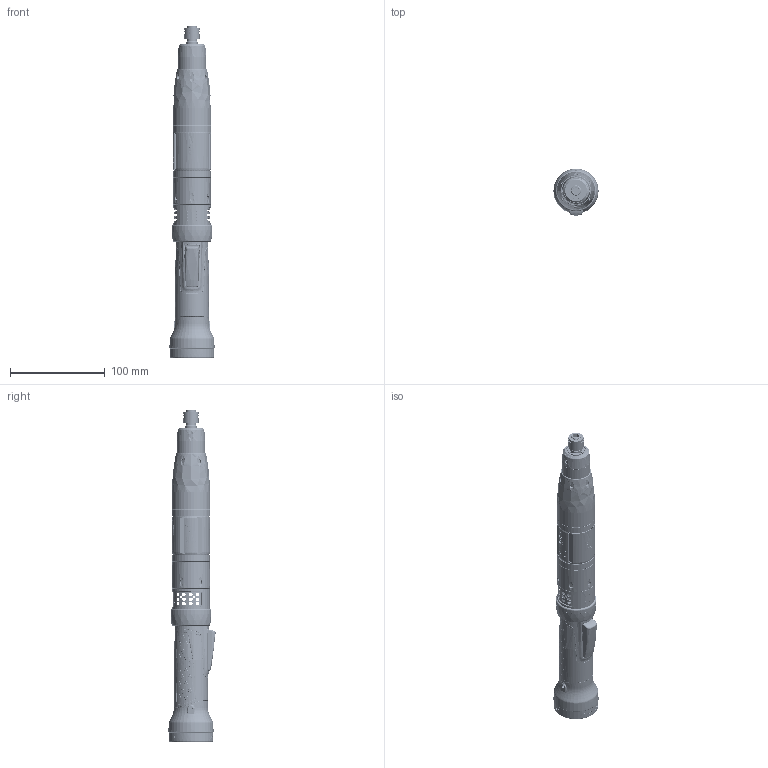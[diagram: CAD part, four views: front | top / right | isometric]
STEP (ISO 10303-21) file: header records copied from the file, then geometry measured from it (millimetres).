
FILE_DESCRIPTION((''),'2;1');
FILE_NAME('8436623007_DIM_ASM','2019-02-08T15:37:21',('Toocsr'),(''),'CREO PARAMETRIC BY PTC INC, 2018100','CREO PARAMETRIC BY PTC INC, 2018100','');
FILE_SCHEMA(('CONFIG_CONTROL_DESIGN','GEOMETRIC_VALIDATION_PROPERTIES_MIM'));
Length unit declared in the file: millimetre
Products named in the file (42): 4220453001; 4224412300_ASM; 4220500400; 4220500401; 4220500480_ASM; 4220500300; 4220500301; 4220453000; 4220502200; 4220502203; 4220472380_SPEC1_ASM; 4222011600; 4224411002_ASM; 4220460800; 4220413100; 4220412605; 4220412604; 4220512100; 4220412706_AF0; 4220512180_ASM; 4224411100-MONTERAD_ASM; 4220474000; 4220447600; 4220125604; 4220473985_ASM; 4220473902; 4220453100; 4224411200_ASM; 4220434600; 4220287300; 4220287380_ASM; 4220287401; 4220238200; 4090061700; 4220238300; 0335351004; 4210232700; 4210232600; 4220299302; 4224221201_ASM ...
Assembly tree (46 placements, depth 4):
  8436623007_DIM_ASM
    4224412300_ASM
      4220453001
    4220500400
    4220500480_ASM
      4220500401
    4220500300
    4220500301
    4224411002_ASM
      4220453000
      4220472380_SPEC1_ASM
        4220502200
        4220502203  x5
      4222011600
    4220460800
    4224411100-MONTERAD_ASM
      4220413100
      4220412605
      4220412604
      4220512180_ASM
        4220512100
        4220412706_AF0
    4224411200_ASM
      4220473985_ASM
        4220474000
        4220447600
        4220125604  x2
      4220473902
      4220453100
    4220434600
    4224221201_ASM
      4220287380_ASM
        4220287300
      4220287401
      4220238200
      4090061700
      4220238300
      0335351004
      4210232700
      4210232600
      4220299302
    4220465602
Bounding box: 47.62 x 49.76 x 349.78 mm (x, y, z)
Volume: 114192.4 mm3; surface area: 129943.6 mm2
Topology: 36 solids, 39 shells, 7356 faces, 19320 edges, 12431 vertices
Faces by surface type: plane 2943, bspline 1532, cylinder 1292, extrusion 765, cone 455, torus 292, sphere 54, revolution 23
Entity records: 368913 total; most frequent: CARTESIAN_POINT 159920, ORIENTED_EDGE 36146, DIRECTION 24521, EDGE_CURVE 18082, PRESENTATION_STYLE_ASSIGNMENT 14217, STYLED_ITEM 14180, CURVE_STYLE 12666, VERTEX_POINT 11683
